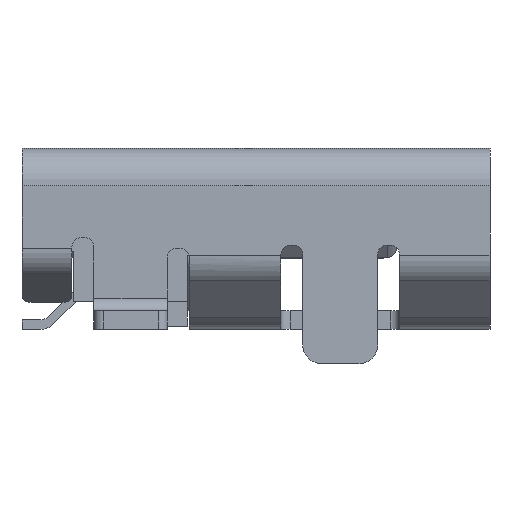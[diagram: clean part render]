
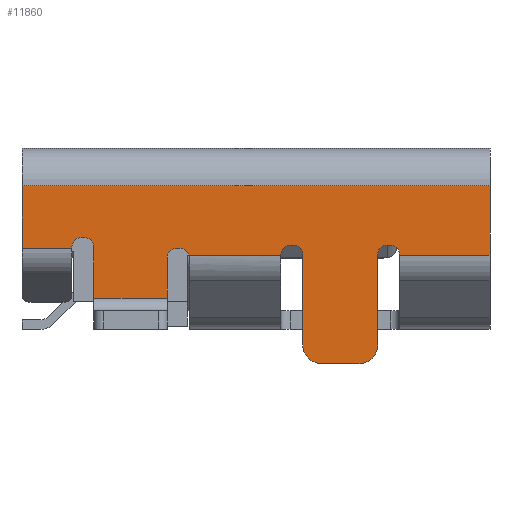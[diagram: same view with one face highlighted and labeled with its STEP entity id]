
A CAD part, left-side view. The second image highlights one B-rep face of the part: STEP entity #11860.
In plain terms, the highlighted planar face has unit normal (-1, 0, 0).
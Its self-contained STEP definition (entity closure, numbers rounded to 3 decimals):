
#10475 = VERTEX_POINT('',#10476);
#10476 = CARTESIAN_POINT('',(-3.25,4.1,1.47));
#10482 = EDGE_CURVE('',#10475,#10483,#10485,.T.);
#10483 = VERTEX_POINT('',#10484);
#10484 = CARTESIAN_POINT('',(-3.25,4.15,1.47));
#10485 = LINE('',#10486,#10487);
#10486 = CARTESIAN_POINT('',(-3.25,0.95,1.47));
#10487 = VECTOR('',#10488,1.);
#10488 = DIRECTION('',(0.,1.,0.));
#11841 = EDGE_CURVE('',#11842,#10475,#11844,.T.);
#11842 = VERTEX_POINT('',#11843);
#11843 = CARTESIAN_POINT('',(-3.25,3.95,1.32));
#11844 = CIRCLE('',#11845,0.15);
#11845 = AXIS2_PLACEMENT_3D('',#11846,#11847,#11848);
#11846 = CARTESIAN_POINT('',(-3.25,4.1,1.32));
#11847 = DIRECTION('',(-1.,0.,0.));
#11848 = DIRECTION('',(0.,0.,-1.));
#11860 = ADVANCED_FACE('',(#11861),#12088,.T.);
#11861 = FACE_BOUND('',#11862,.T.);
#11862 = EDGE_LOOP('',(#11863,#11873,#11882,#11890,#11899,#11907,#11916,
    #11924,#11933,#11941,#11949,#11957,#11965,#11973,#11981,#11989,
    #11996,#11997,#11998,#12006,#12014,#12022,#12031,#12039,#12048,
    #12056,#12064,#12073,#12081));
#11863 = ORIENTED_EDGE('',*,*,#11864,.T.);
#11864 = EDGE_CURVE('',#11865,#11867,#11869,.T.);
#11865 = VERTEX_POINT('',#11866);
#11866 = CARTESIAN_POINT('',(-3.25,0.6,1.2));
#11867 = VERTEX_POINT('',#11868);
#11868 = CARTESIAN_POINT('',(-3.25,0.6,-0.25));
#11869 = LINE('',#11870,#11871);
#11870 = CARTESIAN_POINT('',(-3.25,0.6,1.35));
#11871 = VECTOR('',#11872,1.);
#11872 = DIRECTION('',(0.,0.,-1.));
#11873 = ORIENTED_EDGE('',*,*,#11874,.T.);
#11874 = EDGE_CURVE('',#11867,#11875,#11877,.T.);
#11875 = VERTEX_POINT('',#11876);
#11876 = CARTESIAN_POINT('',(-3.25,0.3,-0.55));
#11877 = CIRCLE('',#11878,0.3);
#11878 = AXIS2_PLACEMENT_3D('',#11879,#11880,#11881);
#11879 = CARTESIAN_POINT('',(-3.25,0.3,-0.25));
#11880 = DIRECTION('',(-1.,0.,0.));
#11881 = DIRECTION('',(0.,0.,-1.));
#11882 = ORIENTED_EDGE('',*,*,#11883,.T.);
#11883 = EDGE_CURVE('',#11875,#11884,#11886,.T.);
#11884 = VERTEX_POINT('',#11885);
#11885 = CARTESIAN_POINT('',(-3.25,-0.3,-0.55));
#11886 = LINE('',#11887,#11888);
#11887 = CARTESIAN_POINT('',(-3.25,0.6,-0.55));
#11888 = VECTOR('',#11889,1.);
#11889 = DIRECTION('',(0.,-1.,0.));
#11890 = ORIENTED_EDGE('',*,*,#11891,.T.);
#11891 = EDGE_CURVE('',#11884,#11892,#11894,.T.);
#11892 = VERTEX_POINT('',#11893);
#11893 = CARTESIAN_POINT('',(-3.25,-0.6,-0.25));
#11894 = CIRCLE('',#11895,0.3);
#11895 = AXIS2_PLACEMENT_3D('',#11896,#11897,#11898);
#11896 = CARTESIAN_POINT('',(-3.25,-0.3,-0.25));
#11897 = DIRECTION('',(-1.,0.,0.));
#11898 = DIRECTION('',(0.,0.,1.));
#11899 = ORIENTED_EDGE('',*,*,#11900,.F.);
#11900 = EDGE_CURVE('',#11901,#11892,#11903,.T.);
#11901 = VERTEX_POINT('',#11902);
#11902 = CARTESIAN_POINT('',(-3.25,-0.6,1.2));
#11903 = LINE('',#11904,#11905);
#11904 = CARTESIAN_POINT('',(-3.25,-0.6,1.35));
#11905 = VECTOR('',#11906,1.);
#11906 = DIRECTION('',(0.,0.,-1.));
#11907 = ORIENTED_EDGE('',*,*,#11908,.T.);
#11908 = EDGE_CURVE('',#11901,#11909,#11911,.T.);
#11909 = VERTEX_POINT('',#11910);
#11910 = CARTESIAN_POINT('',(-3.25,-0.75,1.35));
#11911 = CIRCLE('',#11912,0.15);
#11912 = AXIS2_PLACEMENT_3D('',#11913,#11914,#11915);
#11913 = CARTESIAN_POINT('',(-3.25,-0.75,1.2));
#11914 = DIRECTION('',(1.,0.,0.));
#11915 = DIRECTION('',(0.,0.,1.));
#11916 = ORIENTED_EDGE('',*,*,#11917,.T.);
#11917 = EDGE_CURVE('',#11909,#11918,#11920,.T.);
#11918 = VERTEX_POINT('',#11919);
#11919 = CARTESIAN_POINT('',(-3.25,-0.8,1.35));
#11920 = LINE('',#11921,#11922);
#11921 = CARTESIAN_POINT('',(-3.25,0.95,1.35));
#11922 = VECTOR('',#11923,1.);
#11923 = DIRECTION('',(0.,-1.,0.));
#11924 = ORIENTED_EDGE('',*,*,#11925,.T.);
#11925 = EDGE_CURVE('',#11918,#11926,#11928,.T.);
#11926 = VERTEX_POINT('',#11927);
#11927 = CARTESIAN_POINT('',(-3.25,-0.95,1.2));
#11928 = CIRCLE('',#11929,0.15);
#11929 = AXIS2_PLACEMENT_3D('',#11930,#11931,#11932);
#11930 = CARTESIAN_POINT('',(-3.25,-0.8,1.2));
#11931 = DIRECTION('',(1.,0.,0.));
#11932 = DIRECTION('',(0.,0.,1.));
#11933 = ORIENTED_EDGE('',*,*,#11934,.F.);
#11934 = EDGE_CURVE('',#11935,#11926,#11937,.T.);
#11935 = VERTEX_POINT('',#11936);
#11936 = CARTESIAN_POINT('',(-3.25,-0.95,1.19));
#11937 = LINE('',#11938,#11939);
#11938 = CARTESIAN_POINT('',(-3.25,-0.95,0.));
#11939 = VECTOR('',#11940,1.);
#11940 = DIRECTION('',(0.,0.,1.));
#11941 = ORIENTED_EDGE('',*,*,#11942,.F.);
#11942 = EDGE_CURVE('',#11943,#11935,#11945,.T.);
#11943 = VERTEX_POINT('',#11944);
#11944 = CARTESIAN_POINT('',(-3.25,-2.4,1.19));
#11945 = LINE('',#11946,#11947);
#11946 = CARTESIAN_POINT('',(-3.25,-2.4,1.19));
#11947 = VECTOR('',#11948,1.);
#11948 = DIRECTION('',(0.,1.,0.));
#11949 = ORIENTED_EDGE('',*,*,#11950,.F.);
#11950 = EDGE_CURVE('',#11951,#11943,#11953,.T.);
#11951 = VERTEX_POINT('',#11952);
#11952 = CARTESIAN_POINT('',(-3.25,-2.4,2.3));
#11953 = LINE('',#11954,#11955);
#11954 = CARTESIAN_POINT('',(-3.25,-2.4,2.3));
#11955 = VECTOR('',#11956,1.);
#11956 = DIRECTION('',(0.,0.,-1.));
#11957 = ORIENTED_EDGE('',*,*,#11958,.T.);
#11958 = EDGE_CURVE('',#11951,#11959,#11961,.T.);
#11959 = VERTEX_POINT('',#11960);
#11960 = CARTESIAN_POINT('',(-3.25,5.1,2.3));
#11961 = LINE('',#11962,#11963);
#11962 = CARTESIAN_POINT('',(-3.25,-2.4,2.3));
#11963 = VECTOR('',#11964,1.);
#11964 = DIRECTION('',(0.,1.,0.));
#11965 = ORIENTED_EDGE('',*,*,#11966,.T.);
#11966 = EDGE_CURVE('',#11959,#11967,#11969,.T.);
#11967 = VERTEX_POINT('',#11968);
#11968 = CARTESIAN_POINT('',(-3.25,5.1,1.3));
#11969 = LINE('',#11970,#11971);
#11970 = CARTESIAN_POINT('',(-3.25,5.1,1.4));
#11971 = VECTOR('',#11972,1.);
#11972 = DIRECTION('',(0.,0.,-1.));
#11973 = ORIENTED_EDGE('',*,*,#11974,.T.);
#11974 = EDGE_CURVE('',#11967,#11975,#11977,.T.);
#11975 = VERTEX_POINT('',#11976);
#11976 = CARTESIAN_POINT('',(-3.25,4.3,1.3));
#11977 = LINE('',#11978,#11979);
#11978 = CARTESIAN_POINT('',(-3.25,5.1,1.3));
#11979 = VECTOR('',#11980,1.);
#11980 = DIRECTION('',(0.,-1.,0.));
#11981 = ORIENTED_EDGE('',*,*,#11982,.T.);
#11982 = EDGE_CURVE('',#11975,#11983,#11985,.T.);
#11983 = VERTEX_POINT('',#11984);
#11984 = CARTESIAN_POINT('',(-3.25,4.3,1.32));
#11985 = LINE('',#11986,#11987);
#11986 = CARTESIAN_POINT('',(-3.25,4.3,1.885));
#11987 = VECTOR('',#11988,1.);
#11988 = DIRECTION('',(0.,0.,1.));
#11989 = ORIENTED_EDGE('',*,*,#11990,.F.);
#11990 = EDGE_CURVE('',#10483,#11983,#11991,.T.);
#11991 = CIRCLE('',#11992,0.15);
#11992 = AXIS2_PLACEMENT_3D('',#11993,#11994,#11995);
#11993 = CARTESIAN_POINT('',(-3.25,4.15,1.32));
#11994 = DIRECTION('',(-1.,0.,0.));
#11995 = DIRECTION('',(0.,0.,-1.));
#11996 = ORIENTED_EDGE('',*,*,#10482,.F.);
#11997 = ORIENTED_EDGE('',*,*,#11841,.F.);
#11998 = ORIENTED_EDGE('',*,*,#11999,.T.);
#11999 = EDGE_CURVE('',#11842,#12000,#12002,.T.);
#12000 = VERTEX_POINT('',#12001);
#12001 = CARTESIAN_POINT('',(-3.25,3.95,0.5));
#12002 = LINE('',#12003,#12004);
#12003 = CARTESIAN_POINT('',(-3.25,3.95,1.2));
#12004 = VECTOR('',#12005,1.);
#12005 = DIRECTION('',(0.,0.,-1.));
#12006 = ORIENTED_EDGE('',*,*,#12007,.T.);
#12007 = EDGE_CURVE('',#12000,#12008,#12010,.T.);
#12008 = VERTEX_POINT('',#12009);
#12009 = CARTESIAN_POINT('',(-3.25,2.77,0.5));
#12010 = LINE('',#12011,#12012);
#12011 = CARTESIAN_POINT('',(-3.25,3.95,0.5));
#12012 = VECTOR('',#12013,1.);
#12013 = DIRECTION('',(0.,-1.,0.));
#12014 = ORIENTED_EDGE('',*,*,#12015,.F.);
#12015 = EDGE_CURVE('',#12016,#12008,#12018,.T.);
#12016 = VERTEX_POINT('',#12017);
#12017 = CARTESIAN_POINT('',(-3.25,2.77,1.15));
#12018 = LINE('',#12019,#12020);
#12019 = CARTESIAN_POINT('',(-3.25,2.77,1.75));
#12020 = VECTOR('',#12021,1.);
#12021 = DIRECTION('',(0.,0.,-1.));
#12022 = ORIENTED_EDGE('',*,*,#12023,.F.);
#12023 = EDGE_CURVE('',#12024,#12016,#12026,.T.);
#12024 = VERTEX_POINT('',#12025);
#12025 = CARTESIAN_POINT('',(-3.25,2.62,1.3));
#12026 = CIRCLE('',#12027,0.15);
#12027 = AXIS2_PLACEMENT_3D('',#12028,#12029,#12030);
#12028 = CARTESIAN_POINT('',(-3.25,2.62,1.15));
#12029 = DIRECTION('',(-1.,0.,0.));
#12030 = DIRECTION('',(0.,0.,-1.));
#12031 = ORIENTED_EDGE('',*,*,#12032,.T.);
#12032 = EDGE_CURVE('',#12024,#12033,#12035,.T.);
#12033 = VERTEX_POINT('',#12034);
#12034 = CARTESIAN_POINT('',(-3.25,2.57,1.3));
#12035 = LINE('',#12036,#12037);
#12036 = CARTESIAN_POINT('',(-3.25,0.01,1.3));
#12037 = VECTOR('',#12038,1.);
#12038 = DIRECTION('',(0.,-1.,0.));
#12039 = ORIENTED_EDGE('',*,*,#12040,.F.);
#12040 = EDGE_CURVE('',#12041,#12033,#12043,.T.);
#12041 = VERTEX_POINT('',#12042);
#12042 = CARTESIAN_POINT('',(-3.25,2.425,
    1.19));
#12043 = CIRCLE('',#12044,0.15);
#12044 = AXIS2_PLACEMENT_3D('',#12045,#12046,#12047);
#12045 = CARTESIAN_POINT('',(-3.25,2.57,1.15));
#12046 = DIRECTION('',(-1.,0.,0.));
#12047 = DIRECTION('',(0.,0.,-1.));
#12048 = ORIENTED_EDGE('',*,*,#12049,.F.);
#12049 = EDGE_CURVE('',#12050,#12041,#12052,.T.);
#12050 = VERTEX_POINT('',#12051);
#12051 = CARTESIAN_POINT('',(-3.25,0.95,1.19));
#12052 = LINE('',#12053,#12054);
#12053 = CARTESIAN_POINT('',(-3.25,-2.4,1.19));
#12054 = VECTOR('',#12055,1.);
#12055 = DIRECTION('',(0.,1.,0.));
#12056 = ORIENTED_EDGE('',*,*,#12057,.T.);
#12057 = EDGE_CURVE('',#12050,#12058,#12060,.T.);
#12058 = VERTEX_POINT('',#12059);
#12059 = CARTESIAN_POINT('',(-3.25,0.95,1.2));
#12060 = LINE('',#12061,#12062);
#12061 = CARTESIAN_POINT('',(-3.25,0.95,0.));
#12062 = VECTOR('',#12063,1.);
#12063 = DIRECTION('',(0.,0.,1.));
#12064 = ORIENTED_EDGE('',*,*,#12065,.F.);
#12065 = EDGE_CURVE('',#12066,#12058,#12068,.T.);
#12066 = VERTEX_POINT('',#12067);
#12067 = CARTESIAN_POINT('',(-3.25,0.8,1.35));
#12068 = CIRCLE('',#12069,0.15);
#12069 = AXIS2_PLACEMENT_3D('',#12070,#12071,#12072);
#12070 = CARTESIAN_POINT('',(-3.25,0.8,1.2));
#12071 = DIRECTION('',(-1.,0.,0.));
#12072 = DIRECTION('',(0.,0.,-1.));
#12073 = ORIENTED_EDGE('',*,*,#12074,.T.);
#12074 = EDGE_CURVE('',#12066,#12075,#12077,.T.);
#12075 = VERTEX_POINT('',#12076);
#12076 = CARTESIAN_POINT('',(-3.25,0.75,1.35));
#12077 = LINE('',#12078,#12079);
#12078 = CARTESIAN_POINT('',(-3.25,0.95,1.35));
#12079 = VECTOR('',#12080,1.);
#12080 = DIRECTION('',(0.,-1.,0.));
#12081 = ORIENTED_EDGE('',*,*,#12082,.F.);
#12082 = EDGE_CURVE('',#11865,#12075,#12083,.T.);
#12083 = CIRCLE('',#12084,0.15);
#12084 = AXIS2_PLACEMENT_3D('',#12085,#12086,#12087);
#12085 = CARTESIAN_POINT('',(-3.25,0.75,1.2));
#12086 = DIRECTION('',(-1.,0.,0.));
#12087 = DIRECTION('',(0.,0.,-1.));
#12088 = PLANE('',#12089);
#12089 = AXIS2_PLACEMENT_3D('',#12090,#12091,#12092);
#12090 = CARTESIAN_POINT('',(-3.25,1.277,1.345));
#12091 = DIRECTION('',(-1.,0.,0.));
#12092 = DIRECTION('',(0.,1.,0.));
